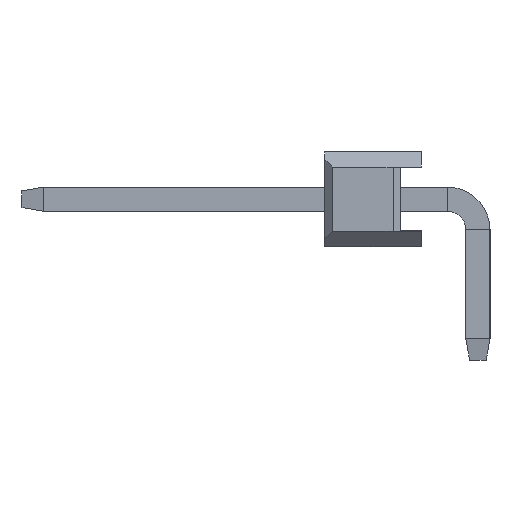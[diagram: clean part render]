
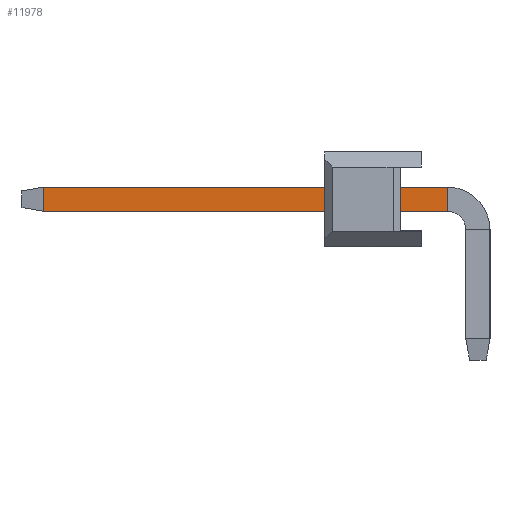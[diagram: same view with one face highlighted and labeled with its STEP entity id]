
A CAD part, left-side view. The second image highlights one B-rep face of the part: STEP entity #11978.
In plain terms, the highlighted planar face has unit normal (-1, 0, 0).
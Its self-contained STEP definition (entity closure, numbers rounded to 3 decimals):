
#687 = LINE ( 'NONE', #14138, #32738 ) ;
#3875 = CARTESIAN_POINT ( 'NONE',  ( -76.52, -0.7, 0.32 ) ) ;
#3883 = VECTOR ( 'NONE', #33497, 1000. ) ;
#4160 = ORIENTED_EDGE ( 'NONE', *, *, #14174, .T. ) ;
#6566 = LINE ( 'NONE', #20035, #3883 ) ;
#6921 = CARTESIAN_POINT ( 'NONE',  ( -76.52, 9.973, -0.32 ) ) ;
#7312 = VECTOR ( 'NONE', #25021, 1000. ) ;
#8398 = DIRECTION ( 'NONE',  ( 0., 0., -1. ) ) ;
#8871 = EDGE_CURVE ( 'NONE', #24781, #39905, #41745, .T. ) ;
#8879 = CARTESIAN_POINT ( 'NONE',  ( -76.52, 9.973, -0.32 ) ) ;
#9218 = EDGE_CURVE ( 'NONE', #34157, #24781, #687, .T. ) ;
#9923 = EDGE_CURVE ( 'NONE', #38106, #39905, #6566, .T. ) ;
#10830 = CARTESIAN_POINT ( 'NONE',  ( -76.52, -0.7, -0.32 ) ) ;
#11555 = CARTESIAN_POINT ( 'NONE',  ( -76.52, -0.7, 0.32 ) ) ;
#11706 = PLANE ( 'NONE',  #28645 ) ;
#11978 = ADVANCED_FACE ( 'NONE', ( #41891 ), #11706, .F. ) ;
#12893 = ORIENTED_EDGE ( 'NONE', *, *, #8871, .T. ) ;
#14077 = ORIENTED_EDGE ( 'NONE', *, *, #9218, .T. ) ;
#14138 = CARTESIAN_POINT ( 'NONE',  ( -76.52, 10.54, -0.32 ) ) ;
#14174 = EDGE_CURVE ( 'NONE', #38106, #34157, #39084, .T. ) ;
#20035 = CARTESIAN_POINT ( 'NONE',  ( -76.52, 10.54, 0.32 ) ) ;
#20147 = VECTOR ( 'NONE', #22344, 1000. ) ;
#22344 = DIRECTION ( 'NONE',  ( 0., 0., -1. ) ) ;
#24781 = VERTEX_POINT ( 'NONE', #10830 ) ;
#25021 = DIRECTION ( 'NONE',  ( 0., 0., 1. ) ) ;
#25178 = CARTESIAN_POINT ( 'NONE',  ( -76.52, 10.54, 0.32 ) ) ;
#25566 = CARTESIAN_POINT ( 'NONE',  ( -76.52, 9.973, 0.32 ) ) ;
#27606 = DIRECTION ( 'NONE',  ( 0., -1., 0. ) ) ;
#28645 = AXIS2_PLACEMENT_3D ( 'NONE', #25178, #38613, #8398 ) ;
#32738 = VECTOR ( 'NONE', #27606, 1000. ) ;
#33497 = DIRECTION ( 'NONE',  ( 0., -1., 0. ) ) ;
#34157 = VERTEX_POINT ( 'NONE', #6921 ) ;
#35094 = EDGE_LOOP ( 'NONE', ( #39891, #4160, #14077, #12893 ) ) ;
#38106 = VERTEX_POINT ( 'NONE', #25566 ) ;
#38613 = DIRECTION ( 'NONE',  ( 1., 0., 0. ) ) ;
#39084 = LINE ( 'NONE', #8879, #20147 ) ;
#39891 = ORIENTED_EDGE ( 'NONE', *, *, #9923, .F. ) ;
#39905 = VERTEX_POINT ( 'NONE', #3875 ) ;
#41745 = LINE ( 'NONE', #11555, #7312 ) ;
#41891 = FACE_OUTER_BOUND ( 'NONE', #35094, .T. ) ;
